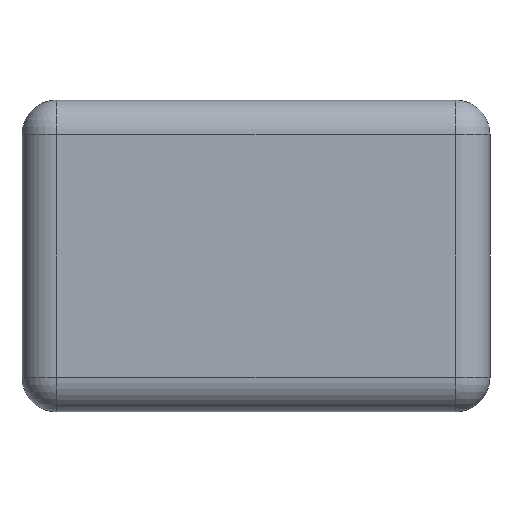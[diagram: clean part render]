
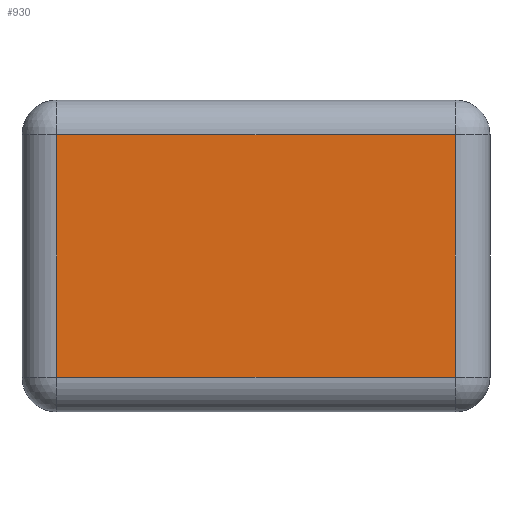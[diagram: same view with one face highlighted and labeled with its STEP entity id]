
A CAD part, left-side view. The second image highlights one B-rep face of the part: STEP entity #930.
In plain terms, the highlighted planar face has unit normal (-1, 0, 0).
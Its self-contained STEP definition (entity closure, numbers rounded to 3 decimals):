
#872=CARTESIAN_POINT('',(-1.05,-0.575,0.8));
#873=VERTEX_POINT('',#872);
#881=CARTESIAN_POINT('',(-1.05,-0.575,0.1));
#882=VERTEX_POINT('',#881);
#883=CARTESIAN_POINT('',(-1.05,-0.575,0.8));
#884=DIRECTION('',(0.0,0.0,-1.0));
#885=VECTOR('',#884,0.7);
#886=LINE('',#883,#885);
#887=EDGE_CURVE('',#873,#882,#886,.T.);
#900=CARTESIAN_POINT('',(-1.05,-0.675,0.0));
#901=DIRECTION('',(-1.0,0.0,0.0));
#902=DIRECTION('',(0.0,0.0,1.0));
#903=AXIS2_PLACEMENT_3D('',#900,#901,#902);
#904=PLANE('',#903);
#905=ORIENTED_EDGE('',*,*,#887,.F.);
#906=CARTESIAN_POINT('',(-1.05,0.575,0.8));
#907=VERTEX_POINT('',#906);
#908=CARTESIAN_POINT('',(-1.05,0.575,0.8));
#909=DIRECTION('',(0.0,-1.0,0.0));
#910=VECTOR('',#909,1.15);
#911=LINE('',#908,#910);
#912=EDGE_CURVE('',#907,#873,#911,.T.);
#913=ORIENTED_EDGE('',*,*,#912,.F.);
#914=CARTESIAN_POINT('',(-1.05,0.575,0.1));
#915=VERTEX_POINT('',#914);
#916=CARTESIAN_POINT('',(-1.05,0.575,0.1));
#917=DIRECTION('',(0.0,0.0,1.0));
#918=VECTOR('',#917,0.7);
#919=LINE('',#916,#918);
#920=EDGE_CURVE('',#915,#907,#919,.T.);
#921=ORIENTED_EDGE('',*,*,#920,.F.);
#922=CARTESIAN_POINT('',(-1.05,-0.575,0.1));
#923=DIRECTION('',(0.0,1.0,0.0));
#924=VECTOR('',#923,1.15);
#925=LINE('',#922,#924);
#926=EDGE_CURVE('',#882,#915,#925,.T.);
#927=ORIENTED_EDGE('',*,*,#926,.F.);
#928=EDGE_LOOP('',(#905,#913,#921,#927));
#929=FACE_OUTER_BOUND('',#928,.T.);
#930=ADVANCED_FACE('',(#929),#904,.T.);
